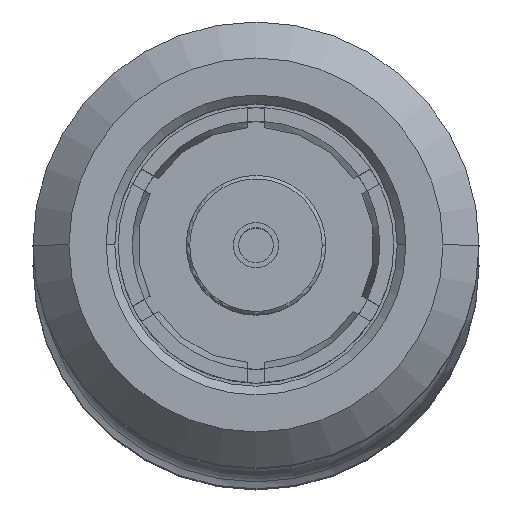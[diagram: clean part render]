
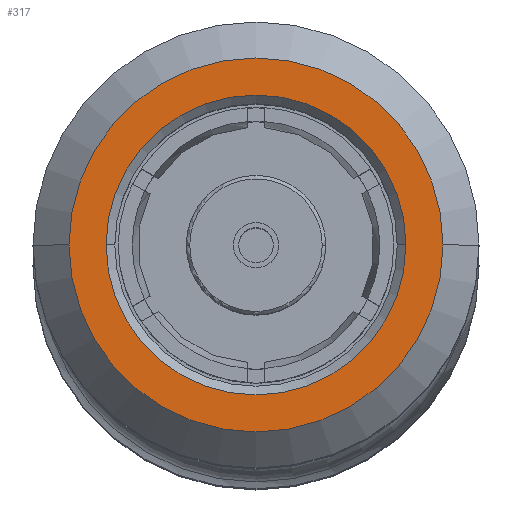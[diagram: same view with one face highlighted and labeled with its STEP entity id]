
A CAD part, top view. The second image highlights one B-rep face of the part: STEP entity #317.
In plain terms, the highlighted face is planar.
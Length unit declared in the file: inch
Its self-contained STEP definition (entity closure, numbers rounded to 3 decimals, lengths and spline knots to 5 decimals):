
#10 = AXIS2_PLACEMENT_3D ( 'NONE', #1090, #2081, #3641 ) ;
#80 = EDGE_CURVE ( 'NONE', #1941, #1254, #3119, .T. ) ;
#106 = EDGE_LOOP ( 'NONE', ( #221, #3719 ) ) ;
#205 = CIRCLE ( 'NONE', #1922, 0.086 ) ;
#221 = ORIENTED_EDGE ( 'NONE', *, *, #357, .F. ) ;
#317 = ADVANCED_FACE ( 'NONE', ( #455, #2705 ), #3347, .T. ) ;
#357 = EDGE_CURVE ( 'NONE', #1254, #1941, #2626, .T. ) ;
#405 = VERTEX_POINT ( 'NONE', #2327 ) ;
#455 = FACE_BOUND ( 'NONE', #2969, .T. ) ;
#509 = CARTESIAN_POINT ( 'NONE',  ( 0., 0., 0. ) ) ;
#1090 = CARTESIAN_POINT ( 'NONE',  ( 0., 0., 0. ) ) ;
#1252 = CIRCLE ( 'NONE', #10, 0.086 ) ;
#1253 = DIRECTION ( 'NONE',  ( 0., 0., 1. ) ) ;
#1254 = VERTEX_POINT ( 'NONE', #1618 ) ;
#1282 = AXIS2_PLACEMENT_3D ( 'NONE', #509, #4154, #3832 ) ;
#1351 = DIRECTION ( 'NONE',  ( 1., 0., 0. ) ) ;
#1427 = EDGE_CURVE ( 'NONE', #1986, #405, #1252, .T. ) ;
#1618 = CARTESIAN_POINT ( 'NONE',  ( 0., 0., -0.10728 ) ) ;
#1680 = CARTESIAN_POINT ( 'NONE',  ( 0., 0., 0. ) ) ;
#1755 = DIRECTION ( 'NONE',  ( 0., 0., -1. ) ) ;
#1922 = AXIS2_PLACEMENT_3D ( 'NONE', #1680, #4219, #1253 ) ;
#1941 = VERTEX_POINT ( 'NONE', #3195 ) ;
#1986 = VERTEX_POINT ( 'NONE', #2631 ) ;
#2081 = DIRECTION ( 'NONE',  ( -1., 0., 0. ) ) ;
#2292 = AXIS2_PLACEMENT_3D ( 'NONE', #2662, #3974, #4019 ) ;
#2327 = CARTESIAN_POINT ( 'NONE',  ( 0., 0., 0.086 ) ) ;
#2360 = AXIS2_PLACEMENT_3D ( 'NONE', #4041, #1351, #1755 ) ;
#2502 = ORIENTED_EDGE ( 'NONE', *, *, #1427, .F. ) ;
#2626 = CIRCLE ( 'NONE', #2360, 0.10728 ) ;
#2631 = CARTESIAN_POINT ( 'NONE',  ( 0., 0., -0.086 ) ) ;
#2662 = CARTESIAN_POINT ( 'NONE',  ( 0., 0., 0. ) ) ;
#2705 = FACE_OUTER_BOUND ( 'NONE', #106, .T. ) ;
#2969 = EDGE_LOOP ( 'NONE', ( #3602, #2502 ) ) ;
#3119 = CIRCLE ( 'NONE', #1282, 0.10728 ) ;
#3195 = CARTESIAN_POINT ( 'NONE',  ( 0., 0., 0.10728 ) ) ;
#3347 = PLANE ( 'NONE',  #2292 ) ;
#3602 = ORIENTED_EDGE ( 'NONE', *, *, #4065, .F. ) ;
#3641 = DIRECTION ( 'NONE',  ( 0., 0., 1. ) ) ;
#3719 = ORIENTED_EDGE ( 'NONE', *, *, #80, .F. ) ;
#3832 = DIRECTION ( 'NONE',  ( 0., 0., -1. ) ) ;
#3974 = DIRECTION ( 'NONE',  ( -1., 0., 0. ) ) ;
#4019 = DIRECTION ( 'NONE',  ( 0., 0., 1. ) ) ;
#4041 = CARTESIAN_POINT ( 'NONE',  ( 0., 0., 0. ) ) ;
#4065 = EDGE_CURVE ( 'NONE', #405, #1986, #205, .T. ) ;
#4154 = DIRECTION ( 'NONE',  ( 1., 0., 0. ) ) ;
#4219 = DIRECTION ( 'NONE',  ( -1., 0., 0. ) ) ;
